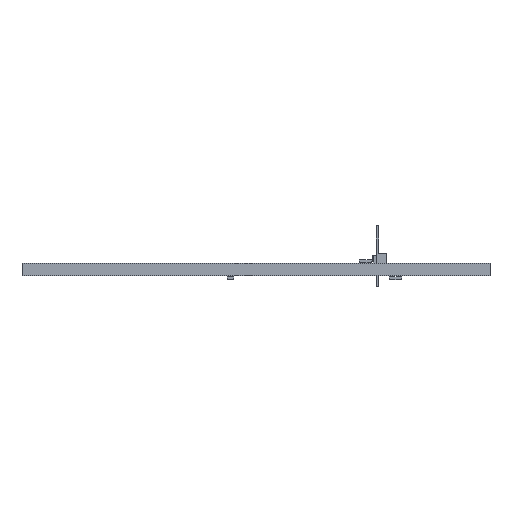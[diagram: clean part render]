
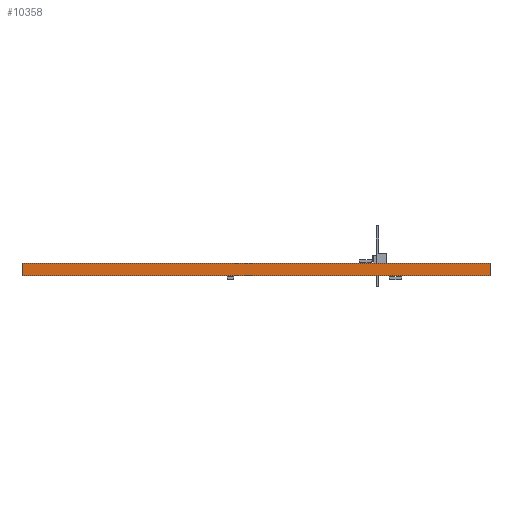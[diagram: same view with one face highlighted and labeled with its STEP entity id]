
A CAD part, front view. The second image highlights one B-rep face of the part: STEP entity #10358.
In plain terms, the highlighted planar face has unit normal (0, -1, 0).
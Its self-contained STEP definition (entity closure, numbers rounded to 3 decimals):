
#10358 = ADVANCED_FACE('',(#10359),#10373,.T.);
#10359 = FACE_BOUND('',#10360,.T.);
#10360 = EDGE_LOOP('',(#10361,#10396,#10424,#10452));
#10361 = ORIENTED_EDGE('',*,*,#10362,.T.);
#10362 = EDGE_CURVE('',#10363,#10365,#10367,.T.);
#10363 = VERTEX_POINT('',#10364);
#10364 = CARTESIAN_POINT('',(159.344,-184.3,0.));
#10365 = VERTEX_POINT('',#10366);
#10366 = CARTESIAN_POINT('',(159.344,-184.3,1.58));
#10367 = SURFACE_CURVE('',#10368,(#10372,#10384),.PCURVE_S1.);
#10368 = LINE('',#10369,#10370);
#10369 = CARTESIAN_POINT('',(159.344,-184.3,0.));
#10370 = VECTOR('',#10371,1.);
#10371 = DIRECTION('',(0.,0.,1.));
#10372 = PCURVE('',#10373,#10378);
#10373 = PLANE('',#10374);
#10374 = AXIS2_PLACEMENT_3D('',#10375,#10376,#10377);
#10375 = CARTESIAN_POINT('',(159.344,-184.3,0.));
#10376 = DIRECTION('',(0.,-1.,0.));
#10377 = DIRECTION('',(-1.,0.,0.));
#10378 = DEFINITIONAL_REPRESENTATION('',(#10379),#10383);
#10379 = LINE('',#10380,#10381);
#10380 = CARTESIAN_POINT('',(0.,-0.));
#10381 = VECTOR('',#10382,1.);
#10382 = DIRECTION('',(0.,-1.));
#10383 = ( GEOMETRIC_REPRESENTATION_CONTEXT(2) 
PARAMETRIC_REPRESENTATION_CONTEXT() REPRESENTATION_CONTEXT('2D SPACE',''
  ) );
#10384 = PCURVE('',#10385,#10390);
#10385 = PLANE('',#10386);
#10386 = AXIS2_PLACEMENT_3D('',#10387,#10388,#10389);
#10387 = CARTESIAN_POINT('',(159.344,-100.,0.));
#10388 = DIRECTION('',(1.,0.,-0.));
#10389 = DIRECTION('',(0.,-1.,0.));
#10390 = DEFINITIONAL_REPRESENTATION('',(#10391),#10395);
#10391 = LINE('',#10392,#10393);
#10392 = CARTESIAN_POINT('',(84.3,0.));
#10393 = VECTOR('',#10394,1.);
#10394 = DIRECTION('',(0.,-1.));
#10395 = ( GEOMETRIC_REPRESENTATION_CONTEXT(2) 
PARAMETRIC_REPRESENTATION_CONTEXT() REPRESENTATION_CONTEXT('2D SPACE',''
  ) );
#10396 = ORIENTED_EDGE('',*,*,#10397,.T.);
#10397 = EDGE_CURVE('',#10365,#10398,#10400,.T.);
#10398 = VERTEX_POINT('',#10399);
#10399 = CARTESIAN_POINT('',(100.,-184.3,1.58));
#10400 = SURFACE_CURVE('',#10401,(#10405,#10412),.PCURVE_S1.);
#10401 = LINE('',#10402,#10403);
#10402 = CARTESIAN_POINT('',(159.344,-184.3,1.58));
#10403 = VECTOR('',#10404,1.);
#10404 = DIRECTION('',(-1.,0.,0.));
#10405 = PCURVE('',#10373,#10406);
#10406 = DEFINITIONAL_REPRESENTATION('',(#10407),#10411);
#10407 = LINE('',#10408,#10409);
#10408 = CARTESIAN_POINT('',(0.,-1.58));
#10409 = VECTOR('',#10410,1.);
#10410 = DIRECTION('',(1.,0.));
#10411 = ( GEOMETRIC_REPRESENTATION_CONTEXT(2) 
PARAMETRIC_REPRESENTATION_CONTEXT() REPRESENTATION_CONTEXT('2D SPACE',''
  ) );
#10412 = PCURVE('',#10413,#10418);
#10413 = PLANE('',#10414);
#10414 = AXIS2_PLACEMENT_3D('',#10415,#10416,#10417);
#10415 = CARTESIAN_POINT('',(129.672,-142.15,1.58));
#10416 = DIRECTION('',(-0.,-0.,-1.));
#10417 = DIRECTION('',(-1.,0.,0.));
#10418 = DEFINITIONAL_REPRESENTATION('',(#10419),#10423);
#10419 = LINE('',#10420,#10421);
#10420 = CARTESIAN_POINT('',(-29.672,-42.15));
#10421 = VECTOR('',#10422,1.);
#10422 = DIRECTION('',(1.,0.));
#10423 = ( GEOMETRIC_REPRESENTATION_CONTEXT(2) 
PARAMETRIC_REPRESENTATION_CONTEXT() REPRESENTATION_CONTEXT('2D SPACE',''
  ) );
#10424 = ORIENTED_EDGE('',*,*,#10425,.F.);
#10425 = EDGE_CURVE('',#10426,#10398,#10428,.T.);
#10426 = VERTEX_POINT('',#10427);
#10427 = CARTESIAN_POINT('',(100.,-184.3,0.));
#10428 = SURFACE_CURVE('',#10429,(#10433,#10440),.PCURVE_S1.);
#10429 = LINE('',#10430,#10431);
#10430 = CARTESIAN_POINT('',(100.,-184.3,0.));
#10431 = VECTOR('',#10432,1.);
#10432 = DIRECTION('',(0.,0.,1.));
#10433 = PCURVE('',#10373,#10434);
#10434 = DEFINITIONAL_REPRESENTATION('',(#10435),#10439);
#10435 = LINE('',#10436,#10437);
#10436 = CARTESIAN_POINT('',(59.344,0.));
#10437 = VECTOR('',#10438,1.);
#10438 = DIRECTION('',(0.,-1.));
#10439 = ( GEOMETRIC_REPRESENTATION_CONTEXT(2) 
PARAMETRIC_REPRESENTATION_CONTEXT() REPRESENTATION_CONTEXT('2D SPACE',''
  ) );
#10440 = PCURVE('',#10441,#10446);
#10441 = PLANE('',#10442);
#10442 = AXIS2_PLACEMENT_3D('',#10443,#10444,#10445);
#10443 = CARTESIAN_POINT('',(100.,-184.3,0.));
#10444 = DIRECTION('',(-1.,0.,0.));
#10445 = DIRECTION('',(0.,1.,0.));
#10446 = DEFINITIONAL_REPRESENTATION('',(#10447),#10451);
#10447 = LINE('',#10448,#10449);
#10448 = CARTESIAN_POINT('',(0.,0.));
#10449 = VECTOR('',#10450,1.);
#10450 = DIRECTION('',(0.,-1.));
#10451 = ( GEOMETRIC_REPRESENTATION_CONTEXT(2) 
PARAMETRIC_REPRESENTATION_CONTEXT() REPRESENTATION_CONTEXT('2D SPACE',''
  ) );
#10452 = ORIENTED_EDGE('',*,*,#10453,.F.);
#10453 = EDGE_CURVE('',#10363,#10426,#10454,.T.);
#10454 = SURFACE_CURVE('',#10455,(#10459,#10466),.PCURVE_S1.);
#10455 = LINE('',#10456,#10457);
#10456 = CARTESIAN_POINT('',(159.344,-184.3,0.));
#10457 = VECTOR('',#10458,1.);
#10458 = DIRECTION('',(-1.,0.,0.));
#10459 = PCURVE('',#10373,#10460);
#10460 = DEFINITIONAL_REPRESENTATION('',(#10461),#10465);
#10461 = LINE('',#10462,#10463);
#10462 = CARTESIAN_POINT('',(0.,-0.));
#10463 = VECTOR('',#10464,1.);
#10464 = DIRECTION('',(1.,0.));
#10465 = ( GEOMETRIC_REPRESENTATION_CONTEXT(2) 
PARAMETRIC_REPRESENTATION_CONTEXT() REPRESENTATION_CONTEXT('2D SPACE',''
  ) );
#10466 = PCURVE('',#10467,#10472);
#10467 = PLANE('',#10468);
#10468 = AXIS2_PLACEMENT_3D('',#10469,#10470,#10471);
#10469 = CARTESIAN_POINT('',(129.672,-142.15,0.));
#10470 = DIRECTION('',(-0.,-0.,-1.));
#10471 = DIRECTION('',(-1.,0.,0.));
#10472 = DEFINITIONAL_REPRESENTATION('',(#10473),#10477);
#10473 = LINE('',#10474,#10475);
#10474 = CARTESIAN_POINT('',(-29.672,-42.15));
#10475 = VECTOR('',#10476,1.);
#10476 = DIRECTION('',(1.,0.));
#10477 = ( GEOMETRIC_REPRESENTATION_CONTEXT(2) 
PARAMETRIC_REPRESENTATION_CONTEXT() REPRESENTATION_CONTEXT('2D SPACE',''
  ) );
